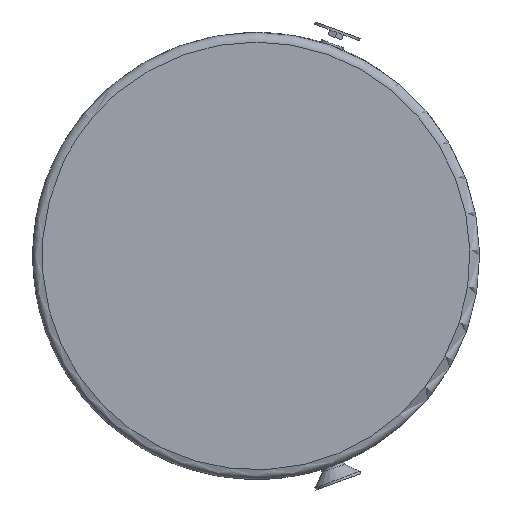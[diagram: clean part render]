
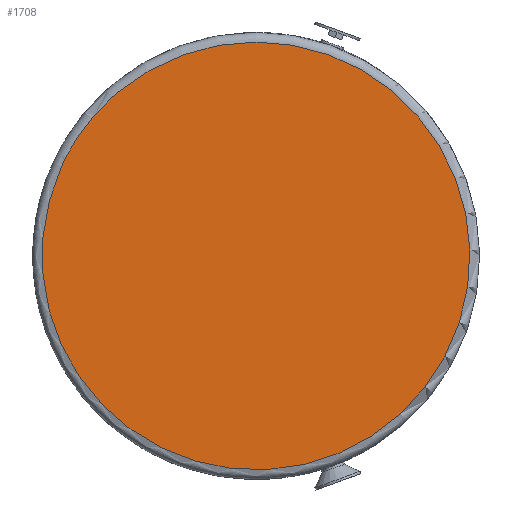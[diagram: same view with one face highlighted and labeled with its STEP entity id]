
A CAD part, left-side view. The second image highlights one B-rep face of the part: STEP entity #1708.
In plain terms, the highlighted planar face has unit normal (-1, 0, 0).
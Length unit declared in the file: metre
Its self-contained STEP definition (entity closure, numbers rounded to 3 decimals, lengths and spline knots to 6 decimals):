
#33=PLANE('',#1906);
#291=CIRCLE('',#1754,0.0223);
#292=CIRCLE('',#1755,0.021601);
#294=CIRCLE('',#1757,0.0223);
#379=CIRCLE('',#1905,0.022351);
#487=FACE_OUTER_BOUND('',#598,.T.);
#598=EDGE_LOOP('',(#1499,#1500,#1501,#1502,#1503));
#635=B_SPLINE_CURVE_WITH_KNOTS('',3,(#4470,#4471,#4472,#4473),
 .UNSPECIFIED.,.F.,.F.,(4,4),(-0.025614,-0.024955),
 .UNSPECIFIED.);
#697=VERTEX_POINT('',#4461);
#698=VERTEX_POINT('',#4463);
#699=VERTEX_POINT('',#4465);
#700=VERTEX_POINT('',#4467);
#701=VERTEX_POINT('',#4469);
#854=EDGE_CURVE('',#697,#698,#291,.T.);
#855=EDGE_CURVE('',#699,#698,#292,.T.);
#857=EDGE_CURVE('',#701,#700,#635,.T.);
#858=EDGE_CURVE('',#701,#697,#294,.T.);
#1045=EDGE_CURVE('',#699,#700,#379,.F.);
#1499=ORIENTED_EDGE('',*,*,#858,.F.);
#1500=ORIENTED_EDGE('',*,*,#857,.T.);
#1501=ORIENTED_EDGE('',*,*,#1045,.F.);
#1502=ORIENTED_EDGE('',*,*,#855,.T.);
#1503=ORIENTED_EDGE('',*,*,#854,.F.);
#1708=ADVANCED_FACE('',(#487),#33,.T.);
#1754=AXIS2_PLACEMENT_3D('',#4464,#1951,#1952);
#1755=AXIS2_PLACEMENT_3D('',#4466,#1953,#1954);
#1757=AXIS2_PLACEMENT_3D('',#4474,#1957,#1958);
#1905=AXIS2_PLACEMENT_3D('',#11025,#2304,#2305);
#1906=AXIS2_PLACEMENT_3D('',#11026,#2306,#2307);
#1951=DIRECTION('center_axis',(1.,0.,0.));
#1952=DIRECTION('ref_axis',(0.,1.,0.));
#1953=DIRECTION('center_axis',(-0.999,-0.045,-0.018));
#1954=DIRECTION('ref_axis',(-0.048,0.927,0.372));
#1957=DIRECTION('center_axis',(1.,0.,0.));
#1958=DIRECTION('ref_axis',(0.,1.,0.));
#2304=DIRECTION('center_axis',(-1.,0.,0.));
#2305=DIRECTION('ref_axis',(0.,1.,0.));
#2306=DIRECTION('center_axis',(-1.,0.,0.));
#2307=DIRECTION('ref_axis',(0.,0.,-1.));
#4461=CARTESIAN_POINT('',(0.213087,0.0155,0.03112));
#4463=CARTESIAN_POINT('',(0.213087,0.035765,0.018129));
#4464=CARTESIAN_POINT('Origin',(0.213087,0.0155,0.00882));
#4465=CARTESIAN_POINT('',(0.213088,0.035346,0.019102));
#4466=CARTESIAN_POINT('Origin',(0.214131,0.015745,0.010083));
#4467=CARTESIAN_POINT('',(0.213087,0.030488,0.025401));
#4469=CARTESIAN_POINT('',(0.213087,0.029713,0.026003));
#4470=CARTESIAN_POINT('Ctrl Pts',(0.213087,0.029713,0.026003));
#4471=CARTESIAN_POINT('Ctrl Pts',(0.213087,0.029985,0.0258));
#4472=CARTESIAN_POINT('Ctrl Pts',(0.213087,0.030243,0.025598));
#4473=CARTESIAN_POINT('Ctrl Pts',(0.213087,0.030488,0.025401));
#4474=CARTESIAN_POINT('Origin',(0.213087,0.0155,0.00882));
#11025=CARTESIAN_POINT('Origin',(0.213087,0.0155,0.00882));
#11026=CARTESIAN_POINT('Origin',(0.213087,0.0625,0.01582));
